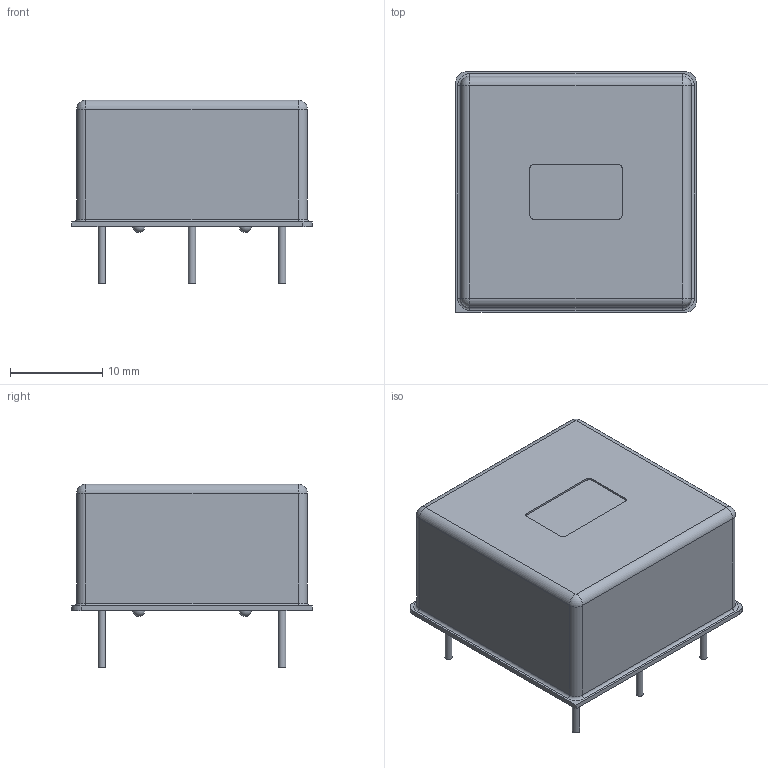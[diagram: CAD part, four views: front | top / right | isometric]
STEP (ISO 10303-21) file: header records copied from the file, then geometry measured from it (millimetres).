
FILE_DESCRIPTION(('FreeCAD Model'),'2;1');
FILE_NAME('OCXO-Angelia.step', '2017-12-26T19:43:00',('Almisuifre'),(''), 'Open CASCADE STEP processor 6.8','FreeCAD','Unknown');
FILE_SCHEMA(('AUTOMOTIVE_DESIGN_CC2 { 1 2 10303 214 -1 1 5 4 }'));
Length unit declared in the file: millimetre
Products named in the file (2): ASSEMBLY; Fusion002
Assembly tree (1 placements, depth 2):
  ASSEMBLY
    Fusion002
Bounding box: 26 x 26 x 19.87 mm (x, y, z)
Volume: 8544.7 mm3; surface area: 2730.7 mm2
Topology: 1 solids, 1 shells, 57 faces, 128 edges, 76 vertices
Faces by surface type: cylinder 24, plane 21, sphere 8, torus 4
Full cylindrical faces by diameter (mm): 0.8 x5
Entity records: 3144 total; most frequent: CARTESIAN_POINT 605, DIRECTION 493, ORIENTED_EDGE 240, PCURVE 240, DEFINITIONAL_REPRESENTATION 240, LINE 236, VECTOR 236, EDGE_CURVE 120
